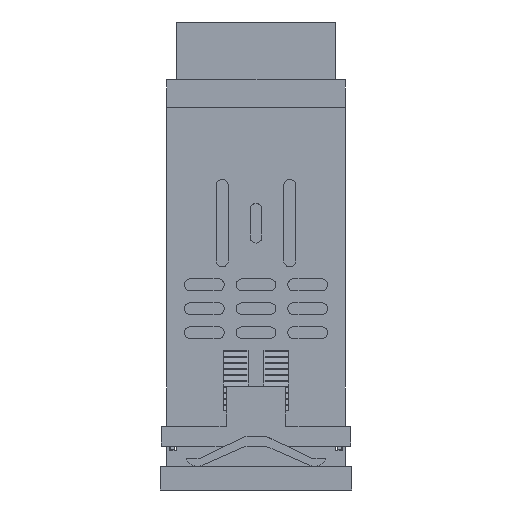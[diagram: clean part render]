
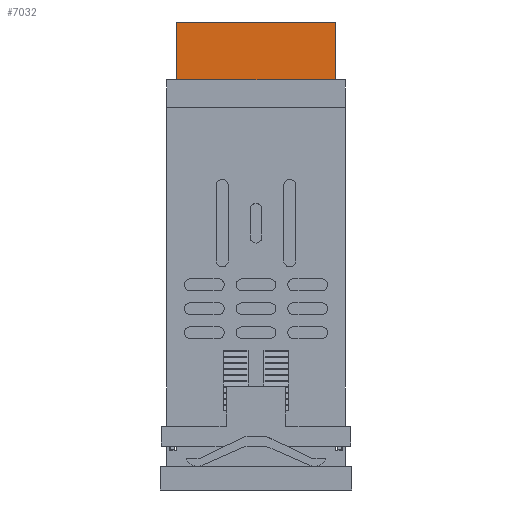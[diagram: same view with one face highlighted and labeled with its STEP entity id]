
A CAD part, front view. The second image highlights one B-rep face of the part: STEP entity #7032.
In plain terms, the highlighted planar face has unit normal (0, -1, 0).
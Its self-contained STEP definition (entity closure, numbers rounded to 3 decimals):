
#683 = EDGE_CURVE ( 'NONE', #5687, #6835, #7536, .T. ) ;
#1346 = DIRECTION ( 'NONE',  ( 0., -1., 0. ) ) ;
#3390 = EDGE_CURVE ( 'NONE', #5687, #7452, #4189, .T. ) ;
#3499 = CARTESIAN_POINT ( 'NONE',  ( -33., -10., -40. ) ) ;
#4189 = LINE ( 'NONE', #18597, #14847 ) ;
#5068 = CARTESIAN_POINT ( 'NONE',  ( -33., -10., -40. ) ) ;
#5687 = VERTEX_POINT ( 'NONE', #26326 ) ;
#6835 = VERTEX_POINT ( 'NONE', #25615 ) ;
#7032 = ADVANCED_FACE ( 'NONE', ( #26863 ), #28374, .T. ) ;
#7375 = DIRECTION ( 'NONE',  ( 1., 0., 0. ) ) ;
#7452 = VERTEX_POINT ( 'NONE', #9994 ) ;
#7536 = LINE ( 'NONE', #5068, #21363 ) ;
#7734 = VERTEX_POINT ( 'NONE', #21984 ) ;
#8064 = ORIENTED_EDGE ( 'NONE', *, *, #15688, .F. ) ;
#9994 = CARTESIAN_POINT ( 'NONE',  ( -11.5, -10., -40. ) ) ;
#10745 = LINE ( 'NONE', #25727, #13252 ) ;
#11087 = VECTOR ( 'NONE', #20672, 1000. ) ;
#11638 = AXIS2_PLACEMENT_3D ( 'NONE', #3499, #1346, #14617 ) ;
#12102 = DIRECTION ( 'NONE',  ( 0., 0., 1. ) ) ;
#12265 = EDGE_LOOP ( 'NONE', ( #8064, #20660, #20120, #21120 ) ) ;
#13252 = VECTOR ( 'NONE', #18601, 1000. ) ;
#14617 = DIRECTION ( 'NONE',  ( 0., 0., -1. ) ) ;
#14847 = VECTOR ( 'NONE', #7375, 1000. ) ;
#15588 = EDGE_CURVE ( 'NONE', #7452, #7734, #28126, .T. ) ;
#15688 = EDGE_CURVE ( 'NONE', #6835, #7734, #10745, .T. ) ;
#16110 = CARTESIAN_POINT ( 'NONE',  ( -11.5, -10., -40. ) ) ;
#18597 = CARTESIAN_POINT ( 'NONE',  ( -33., -10., -40. ) ) ;
#18601 = DIRECTION ( 'NONE',  ( 1., 0., 0. ) ) ;
#20120 = ORIENTED_EDGE ( 'NONE', *, *, #3390, .T. ) ;
#20660 = ORIENTED_EDGE ( 'NONE', *, *, #683, .F. ) ;
#20672 = DIRECTION ( 'NONE',  ( 0., 0., 1. ) ) ;
#21120 = ORIENTED_EDGE ( 'NONE', *, *, #15588, .T. ) ;
#21363 = VECTOR ( 'NONE', #12102, 1000. ) ;
#21984 = CARTESIAN_POINT ( 'NONE',  ( -11.5, -10., 0. ) ) ;
#25615 = CARTESIAN_POINT ( 'NONE',  ( -33., -10., 0. ) ) ;
#25727 = CARTESIAN_POINT ( 'NONE',  ( -33., -10., 0. ) ) ;
#26326 = CARTESIAN_POINT ( 'NONE',  ( -33., -10., -40. ) ) ;
#26863 = FACE_OUTER_BOUND ( 'NONE', #12265, .T. ) ;
#28126 = LINE ( 'NONE', #16110, #11087 ) ;
#28374 = PLANE ( 'NONE',  #11638 ) ;
